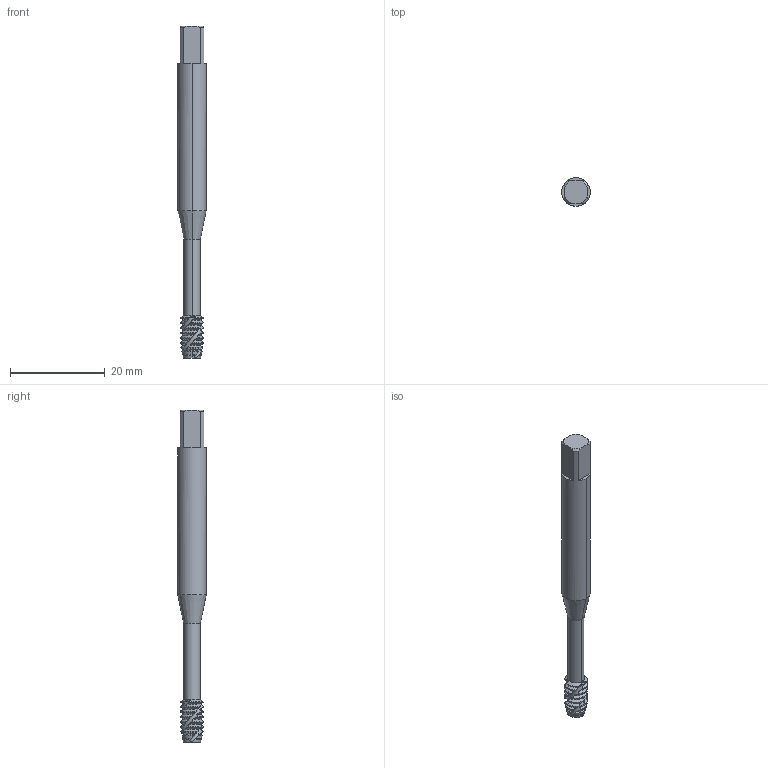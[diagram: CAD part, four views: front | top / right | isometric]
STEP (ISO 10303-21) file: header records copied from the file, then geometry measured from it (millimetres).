
FILE_DESCRIPTION(('no description'),'unknown implementation level');
FILE_NAME('solid6I_25LbDC_gMKfNr8Ldf_LQvrLc_1.STP',' ',('CIM GmbH Aachen'),('CADClick - KiM GmbH - www.kimweb.de'),'unknown preprocess','ACIS','unknown authorization');
FILE_SCHEMA(('automotive_design'));
Length unit declared in the file: millimetre
Products named in the file (2): 1; 2
Bounding box: 6 x 6 x 70 mm (x, y, z)
Volume: 1441.3 mm3; surface area: 1399.9 mm2
Topology: 2 solids, 2 shells, 252 faces, 713 edges, 465 vertices
Faces by surface type: cone 101, cylinder 80, bspline 45, plane 17, revolution 9
Entity records: 25655 total; most frequent: CARTESIAN_POINT 11855, STYLED_ITEM 1432, PRESENTATION_STYLE_ASSIGNMENT 1432, COLOUR_RGB 1432, ORIENTED_EDGE 1426, DIRECTION 972, EDGE_CURVE 713, CURVE_STYLE 713
